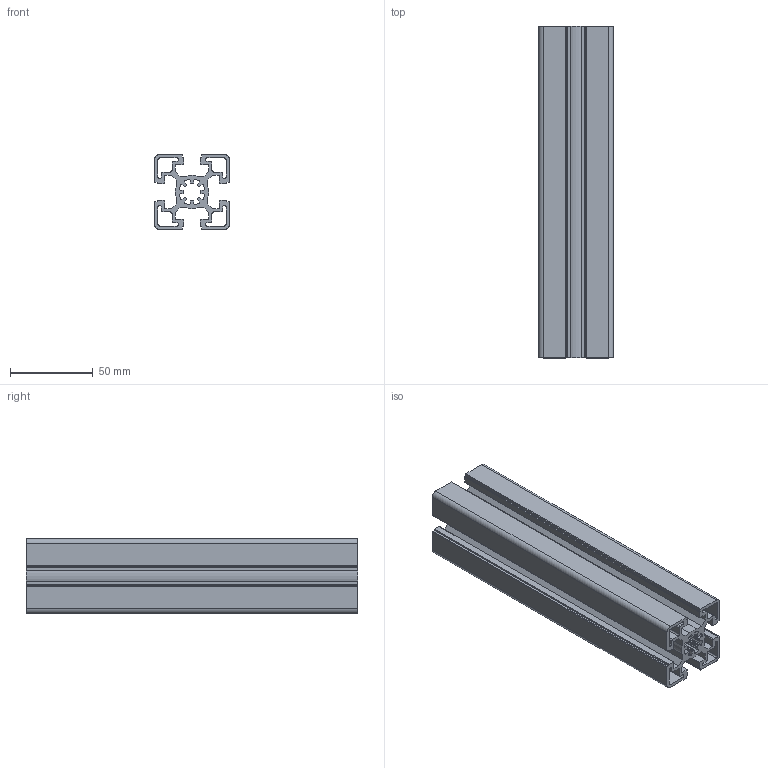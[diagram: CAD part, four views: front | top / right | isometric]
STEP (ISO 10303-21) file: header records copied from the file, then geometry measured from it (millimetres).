
FILE_DESCRIPTION(/* description */ ('Aluminiumprofil 45x45'),/* implementation_level */ '2;1');
FILE_NAME(/* name */ 'Syskomp 411990520 Aluminiumprofil 45x45.stp',/* time_stamp */ '2017-02-20T09:43:34+01:00',/* author */ ('wheldmann'),/* organization */ (''),/* preprocessor_version */ 'ST-DEVELOPER v16.1',/* originating_system */ 'Autodesk Inventor 2016',/* authorisation */ ' ');
FILE_SCHEMA (('AUTOMOTIVE_DESIGN { 1 0 10303 214 3 1 1 }'));
Length unit declared in the file: millimetre
Products named in the file (1): 411990520 Aluminiumprofil 45x45 - 200
Bounding box: 45 x 200 x 45 mm (x, y, z)
Volume: 150057 mm3; surface area: 124060.4 mm2
Topology: 1 solids, 1 shells, 210 faces, 624 edges, 416 vertices
Faces by surface type: plane 106, cylinder 104
Entity records: 7140 total; most frequent: DIRECTION 1254, CARTESIAN_POINT 1251, ORIENTED_EDGE 1248, EDGE_CURVE 624, AXIS2_PLACEMENT_3D 419, LINE 416, VECTOR 416, VERTEX_POINT 416
